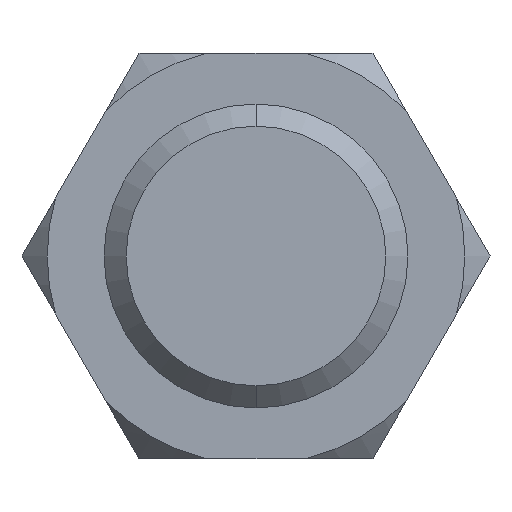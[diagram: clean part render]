
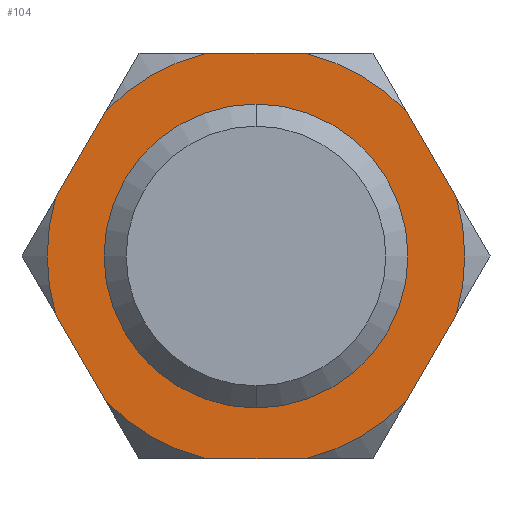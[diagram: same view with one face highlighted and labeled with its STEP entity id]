
A CAD part, front view. The second image highlights one B-rep face of the part: STEP entity #104.
In plain terms, the highlighted planar face has unit normal (0, -1, 0).
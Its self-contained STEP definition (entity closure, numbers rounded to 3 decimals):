
#24 = VERTEX_POINT ( 'NONE', #417 ) ;
#41 = CARTESIAN_POINT ( 'NONE',  ( 4.619, 2.5, 8. ) ) ;
#58 = CARTESIAN_POINT ( 'NONE',  ( -9.238, 2.5, 0. ) ) ;
#104 = ADVANCED_FACE ( 'NONE', ( #1267, #1286 ), #658, .T. ) ;
#107 = EDGE_CURVE ( 'NONE', #743, #1320, #491, .T. ) ;
#110 = DIRECTION ( 'NONE',  ( 0., -1., 0. ) ) ;
#118 = VERTEX_POINT ( 'NONE', #1473 ) ;
#124 = LINE ( 'NONE', #416, #1569 ) ;
#130 = CIRCLE ( 'NONE', #1376, 8.24 ) ;
#139 = ORIENTED_EDGE ( 'NONE', *, *, #694, .F. ) ;
#150 = EDGE_CURVE ( 'NONE', #1462, #1320, #1084, .T. ) ;
#151 = DIRECTION ( 'NONE',  ( 0., -1., 0. ) ) ;
#181 = EDGE_CURVE ( 'NONE', #704, #1138, #542, .T. ) ;
#201 = DIRECTION ( 'NONE',  ( -0.5, 0., -0.866 ) ) ;
#208 = LINE ( 'NONE', #1102, #1586 ) ;
#209 = EDGE_CURVE ( 'NONE', #1384, #1462, #130, .T. ) ;
#218 = CARTESIAN_POINT ( 'NONE',  ( 0., 2.5, 0. ) ) ;
#248 = CARTESIAN_POINT ( 'NONE',  ( -5.941, 2.5, -5.71 ) ) ;
#258 = DIRECTION ( 'NONE',  ( 0., 0., -1. ) ) ;
#295 = CARTESIAN_POINT ( 'NONE',  ( 0., 2.5, 0. ) ) ;
#300 = DIRECTION ( 'NONE',  ( -0.5, 0., 0.866 ) ) ;
#308 = DIRECTION ( 'NONE',  ( 0., 0., -1. ) ) ;
#319 = ORIENTED_EDGE ( 'NONE', *, *, #181, .T. ) ;
#340 = ORIENTED_EDGE ( 'NONE', *, *, #150, .T. ) ;
#387 = EDGE_CURVE ( 'NONE', #24, #1216, #1628, .T. ) ;
#396 = DIRECTION ( 'NONE',  ( 0., 0., -1. ) ) ;
#407 = EDGE_CURVE ( 'NONE', #1582, #118, #1196, .T. ) ;
#409 = VECTOR ( 'NONE', #990, 1000. ) ;
#416 = CARTESIAN_POINT ( 'NONE',  ( 4.619, 2.5, -8. ) ) ;
#417 = CARTESIAN_POINT ( 'NONE',  ( -7.915, 2.5, -2.29 ) ) ;
#423 = CIRCLE ( 'NONE', #1398, 8.24 ) ;
#427 = CARTESIAN_POINT ( 'NONE',  ( 7.915, 2.5, 2.29 ) ) ;
#431 = DIRECTION ( 'NONE',  ( 0., -1., 0. ) ) ;
#451 = CARTESIAN_POINT ( 'NONE',  ( 0., 2.5, 0. ) ) ;
#453 = VERTEX_POINT ( 'NONE', #500 ) ;
#481 = ORIENTED_EDGE ( 'NONE', *, *, #1225, .T. ) ;
#491 = CIRCLE ( 'NONE', #1232, 8.24 ) ;
#500 = CARTESIAN_POINT ( 'NONE',  ( -1.974, 2.5, -8. ) ) ;
#518 = CARTESIAN_POINT ( 'NONE',  ( 0., 2.5, 0. ) ) ;
#525 = ORIENTED_EDGE ( 'NONE', *, *, #209, .T. ) ;
#526 = LINE ( 'NONE', #58, #823 ) ;
#530 = DIRECTION ( 'NONE',  ( 0., 0., -1. ) ) ;
#541 = ORIENTED_EDGE ( 'NONE', *, *, #609, .T. ) ;
#542 = CIRCLE ( 'NONE', #840, 8.24 ) ;
#554 = CARTESIAN_POINT ( 'NONE',  ( 7.915, 2.5, -2.29 ) ) ;
#562 = VECTOR ( 'NONE', #300, 1000. ) ;
#598 = DIRECTION ( 'NONE',  ( 0., 0., -1. ) ) ;
#609 = EDGE_CURVE ( 'NONE', #1138, #718, #526, .T. ) ;
#611 = AXIS2_PLACEMENT_3D ( 'NONE', #1059, #431, #1494 ) ;
#652 = DIRECTION ( 'NONE',  ( 0., -1., 0. ) ) ;
#658 = PLANE ( 'NONE',  #955 ) ;
#663 = ORIENTED_EDGE ( 'NONE', *, *, #734, .T. ) ;
#677 = ORIENTED_EDGE ( 'NONE', *, *, #1666, .T. ) ;
#694 = EDGE_CURVE ( 'NONE', #862, #1000, #1691, .T. ) ;
#698 = DIRECTION ( 'NONE',  ( 0., 0., 1. ) ) ;
#704 = VERTEX_POINT ( 'NONE', #1161 ) ;
#718 = VERTEX_POINT ( 'NONE', #1165 ) ;
#732 = CARTESIAN_POINT ( 'NONE',  ( -4.619, 2.5, -8. ) ) ;
#733 = AXIS2_PLACEMENT_3D ( 'NONE', #218, #1390, #598 ) ;
#734 = EDGE_CURVE ( 'NONE', #1216, #453, #1063, .T. ) ;
#740 = VECTOR ( 'NONE', #805, 1000. ) ;
#743 = VERTEX_POINT ( 'NONE', #1311 ) ;
#745 = EDGE_LOOP ( 'NONE', ( #1510, #887, #677, #525, #340, #1285, #886, #319, #541, #481, #1062, #663 ) ) ;
#773 = DIRECTION ( 'NONE',  ( 0., -1., 0. ) ) ;
#805 = DIRECTION ( 'NONE',  ( -1., 0., 0. ) ) ;
#810 = CARTESIAN_POINT ( 'NONE',  ( 0., 2.5, 6. ) ) ;
#814 = AXIS2_PLACEMENT_3D ( 'NONE', #1031, #773, #258 ) ;
#823 = VECTOR ( 'NONE', #201, 1000. ) ;
#826 = DIRECTION ( 'NONE',  ( 0., 0., -1. ) ) ;
#840 = AXIS2_PLACEMENT_3D ( 'NONE', #1228, #1350, #826 ) ;
#862 = VERTEX_POINT ( 'NONE', #810 ) ;
#886 = ORIENTED_EDGE ( 'NONE', *, *, #1521, .T. ) ;
#887 = ORIENTED_EDGE ( 'NONE', *, *, #407, .T. ) ;
#931 = CARTESIAN_POINT ( 'NONE',  ( -4.619, 2.5, 8. ) ) ;
#949 = CARTESIAN_POINT ( 'NONE',  ( 1.974, 2.5, -8. ) ) ;
#951 = CARTESIAN_POINT ( 'NONE',  ( -5.941, 2.5, 5.71 ) ) ;
#955 = AXIS2_PLACEMENT_3D ( 'NONE', #1308, #1578, #530 ) ;
#979 = AXIS2_PLACEMENT_3D ( 'NONE', #1147, #110, #1016 ) ;
#990 = DIRECTION ( 'NONE',  ( 0.5, 0., -0.866 ) ) ;
#1000 = VERTEX_POINT ( 'NONE', #1678 ) ;
#1016 = DIRECTION ( 'NONE',  ( 0., 0., -1. ) ) ;
#1031 = CARTESIAN_POINT ( 'NONE',  ( 0., 2.5, 0. ) ) ;
#1059 = CARTESIAN_POINT ( 'NONE',  ( 0., 2.5, 0. ) ) ;
#1062 = ORIENTED_EDGE ( 'NONE', *, *, #387, .T. ) ;
#1063 = CIRCLE ( 'NONE', #814, 8.24 ) ;
#1071 = DIRECTION ( 'NONE',  ( 0., 1., 0. ) ) ;
#1084 = LINE ( 'NONE', #41, #562 ) ;
#1101 = CIRCLE ( 'NONE', #611, 6. ) ;
#1102 = CARTESIAN_POINT ( 'NONE',  ( 9.238, 2.5, 0. ) ) ;
#1127 = LINE ( 'NONE', #931, #740 ) ;
#1138 = VERTEX_POINT ( 'NONE', #951 ) ;
#1147 = CARTESIAN_POINT ( 'NONE',  ( 0., 2.5, 0. ) ) ;
#1161 = CARTESIAN_POINT ( 'NONE',  ( -1.974, 2.5, 8. ) ) ;
#1165 = CARTESIAN_POINT ( 'NONE',  ( -7.915, 2.5, 2.29 ) ) ;
#1196 = CIRCLE ( 'NONE', #733, 8.24 ) ;
#1216 = VERTEX_POINT ( 'NONE', #248 ) ;
#1225 = EDGE_CURVE ( 'NONE', #718, #24, #423, .T. ) ;
#1228 = CARTESIAN_POINT ( 'NONE',  ( 0., 2.5, 0. ) ) ;
#1232 = AXIS2_PLACEMENT_3D ( 'NONE', #295, #1071, #698 ) ;
#1267 = FACE_BOUND ( 'NONE', #1437, .T. ) ;
#1285 = ORIENTED_EDGE ( 'NONE', *, *, #107, .F. ) ;
#1286 = FACE_OUTER_BOUND ( 'NONE', #745, .T. ) ;
#1308 = CARTESIAN_POINT ( 'NONE',  ( 0., 2.5, 0. ) ) ;
#1311 = CARTESIAN_POINT ( 'NONE',  ( 1.974, 2.5, 8. ) ) ;
#1320 = VERTEX_POINT ( 'NONE', #1417 ) ;
#1325 = DIRECTION ( 'NONE',  ( 1., 0., 0. ) ) ;
#1350 = DIRECTION ( 'NONE',  ( 0., -1., 0. ) ) ;
#1376 = AXIS2_PLACEMENT_3D ( 'NONE', #451, #151, #308 ) ;
#1384 = VERTEX_POINT ( 'NONE', #554 ) ;
#1390 = DIRECTION ( 'NONE',  ( 0., -1., 0. ) ) ;
#1398 = AXIS2_PLACEMENT_3D ( 'NONE', #518, #652, #396 ) ;
#1417 = CARTESIAN_POINT ( 'NONE',  ( 5.941, 2.5, 5.71 ) ) ;
#1437 = EDGE_LOOP ( 'NONE', ( #1587, #139 ) ) ;
#1445 = EDGE_CURVE ( 'NONE', #453, #1582, #124, .T. ) ;
#1462 = VERTEX_POINT ( 'NONE', #427 ) ;
#1473 = CARTESIAN_POINT ( 'NONE',  ( 5.941, 2.5, -5.71 ) ) ;
#1494 = DIRECTION ( 'NONE',  ( 0., 0., -1. ) ) ;
#1510 = ORIENTED_EDGE ( 'NONE', *, *, #1445, .T. ) ;
#1521 = EDGE_CURVE ( 'NONE', #743, #704, #1127, .T. ) ;
#1558 = EDGE_CURVE ( 'NONE', #1000, #862, #1101, .T. ) ;
#1569 = VECTOR ( 'NONE', #1325, 1000. ) ;
#1578 = DIRECTION ( 'NONE',  ( 0., -1., 0. ) ) ;
#1582 = VERTEX_POINT ( 'NONE', #949 ) ;
#1586 = VECTOR ( 'NONE', #1651, 1000. ) ;
#1587 = ORIENTED_EDGE ( 'NONE', *, *, #1558, .F. ) ;
#1628 = LINE ( 'NONE', #732, #409 ) ;
#1651 = DIRECTION ( 'NONE',  ( 0.5, 0., 0.866 ) ) ;
#1666 = EDGE_CURVE ( 'NONE', #118, #1384, #208, .T. ) ;
#1678 = CARTESIAN_POINT ( 'NONE',  ( 0., 2.5, -6. ) ) ;
#1691 = CIRCLE ( 'NONE', #979, 6. ) ;
